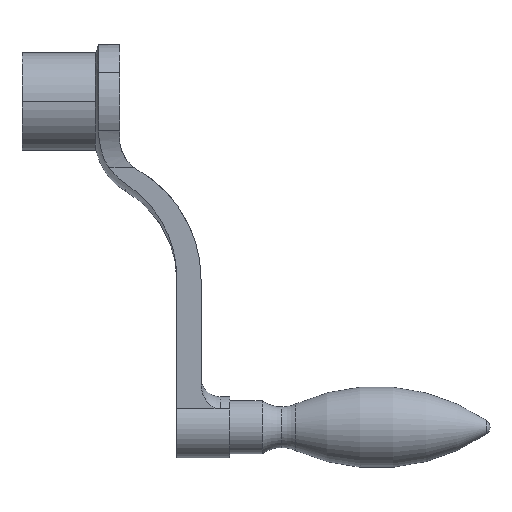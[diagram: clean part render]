
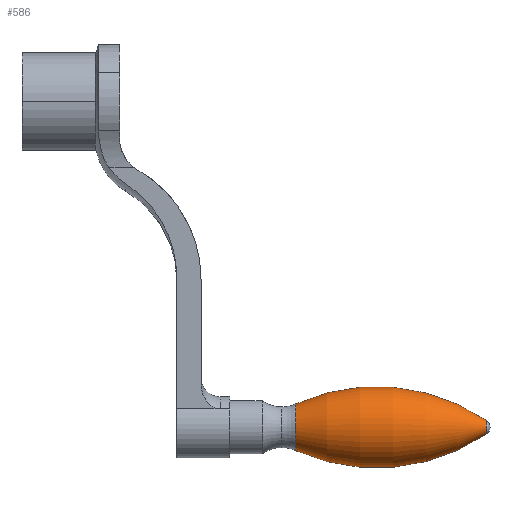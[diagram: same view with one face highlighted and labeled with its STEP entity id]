
A CAD part, left-side view. The second image highlights one B-rep face of the part: STEP entity #586.
In plain terms, the highlighted toroidal (fillet/blend) face has major radius 38.033 mm and minor radius 48.033 mm.
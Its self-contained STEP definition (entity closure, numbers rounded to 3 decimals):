
#282=VERTEX_POINT('',#713);
#284=VERTEX_POINT('',#715);
#364=EDGE_CURVE('',#284,#560,#805,.T.);
#522=EDGE_CURVE('',#282,#636,#979,.T.);
#560=VERTEX_POINT('',#1023);
#586=ADVANCED_FACE('',(#1052),#1053,.T.);
#590=EDGE_CURVE('',#636,#284,#1057,.T.);
#626=EDGE_CURVE('',#282,#560,#1099,.T.);
#636=VERTEX_POINT('',#1110);
#713=CARTESIAN_POINT('',(0.,-67.318,-85.752));
#715=CARTESIAN_POINT('',(0.,-114.128,-78.348));
#805=CIRCLE('',#1354,48.033);
#979=CIRCLE('',#1632,48.033);
#1023=CARTESIAN_POINT('',(0.,-67.318,-74.248));
#1052=FACE_OUTER_BOUND('',#1766,.T.);
#1053=TOROIDAL_SURFACE('',#1767,-38.033,48.033);
#1057=CIRCLE('',#1773,1.652);
#1099=CIRCLE('',#1827,5.752);
#1110=CARTESIAN_POINT('',(0.,-114.128,-81.652));
#1354=AXIS2_PLACEMENT_3D('',#2012,#2013,#2014);
#1632=AXIS2_PLACEMENT_3D('',#2222,#2223,#2224);
#1766=EDGE_LOOP('',(#2323,#2324,#2325,#2326));
#1767=AXIS2_PLACEMENT_3D('',#2327,#2328,#2329);
#1773=AXIS2_PLACEMENT_3D('',#2333,#2334,#2335);
#1827=AXIS2_PLACEMENT_3D('',#2392,#2393,#2394);
#2012=CARTESIAN_POINT('',(0.,-87.068,-118.033));
#2013=DIRECTION('',(-1.0,-0.0,0.));
#2014=DIRECTION('',(0.,0.0,1.0));
#2222=CARTESIAN_POINT('',(0.,-87.068,-41.967));
#2223=DIRECTION('',(-1.0,-0.0,0.));
#2224=DIRECTION('',(0.,0.0,-1.0));
#2323=ORIENTED_EDGE('',*,*,#364,.T.);
#2324=ORIENTED_EDGE('',*,*,#626,.F.);
#2325=ORIENTED_EDGE('',*,*,#522,.T.);
#2326=ORIENTED_EDGE('',*,*,#590,.T.);
#2327=CARTESIAN_POINT('',(0.,-87.068,-80.0));
#2328=DIRECTION('',(-0.0,1.0,0.0));
#2329=DIRECTION('',(0.,0.0,1.0));
#2333=CARTESIAN_POINT('',(0.,-114.128,-80.0));
#2334=DIRECTION('',(0.0,1.0,0.0));
#2335=DIRECTION('',(0.,0.0,-1.0));
#2392=CARTESIAN_POINT('',(0.,-67.318,-80.0));
#2393=DIRECTION('',(0.0,1.0,0.0));
#2394=DIRECTION('',(0.,0.0,-1.0));
